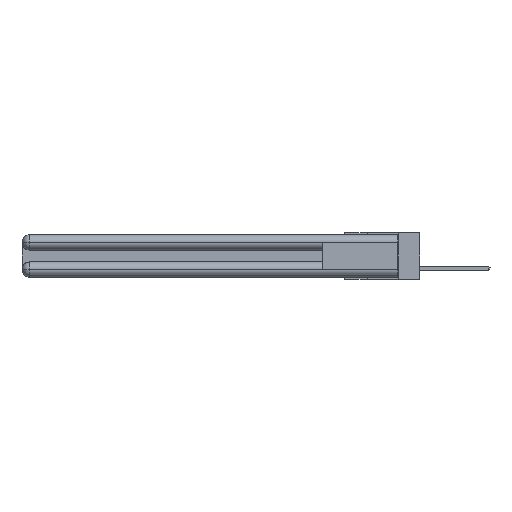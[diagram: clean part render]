
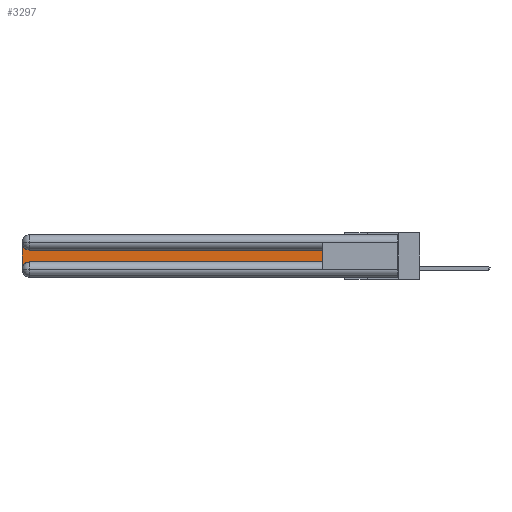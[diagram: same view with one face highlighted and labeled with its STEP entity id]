
A CAD part, left-side view. The second image highlights one B-rep face of the part: STEP entity #3297.
In plain terms, the highlighted planar face has unit normal (-1, 0, 0).
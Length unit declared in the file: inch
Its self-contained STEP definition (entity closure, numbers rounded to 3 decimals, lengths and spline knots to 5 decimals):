
#108 = VERTEX_POINT ( 'NONE', #27161 ) ;
#669 = ORIENTED_EDGE ( 'NONE', *, *, #18803, .T. ) ;
#1102 = CARTESIAN_POINT ( 'NONE',  ( 0.075, 3., -0.2775 ) ) ;
#1694 = ORIENTED_EDGE ( 'NONE', *, *, #26255, .T. ) ;
#3297 = ADVANCED_FACE ( 'NONE', ( #19894 ), #15456, .F. ) ;
#4634 = VERTEX_POINT ( 'NONE', #20013 ) ;
#4637 = VERTEX_POINT ( 'NONE', #12971 ) ;
#4838 = CARTESIAN_POINT ( 'NONE',  ( 0.075, 3., -0.2175 ) ) ;
#5434 = LINE ( 'NONE', #7959, #23361 ) ;
#6180 = DIRECTION ( 'NONE',  ( 1., 0., 0. ) ) ;
#6384 = DIRECTION ( 'NONE',  ( 0., 0., -1. ) ) ;
#6654 = CARTESIAN_POINT ( 'NONE',  ( 0.075, 2.94, -0.0625 ) ) ;
#6668 = ORIENTED_EDGE ( 'NONE', *, *, #22429, .T. ) ;
#6761 = DIRECTION ( 'NONE',  ( 0., 0., -1. ) ) ;
#7151 = VERTEX_POINT ( 'NONE', #12317 ) ;
#7394 = LINE ( 'NONE', #28316, #8500 ) ;
#7959 = CARTESIAN_POINT ( 'NONE',  ( 0.075, 0.6, -0.2175 ) ) ;
#8500 = VECTOR ( 'NONE', #21451, 39.37008 ) ;
#8692 = ORIENTED_EDGE ( 'NONE', *, *, #9006, .T. ) ;
#8873 = CIRCLE ( 'NONE', #22399, 0.06 ) ;
#9006 = EDGE_CURVE ( 'NONE', #12946, #26367, #29945, .T. ) ;
#10656 = DIRECTION ( 'NONE',  ( 1., 0., 0. ) ) ;
#12317 = CARTESIAN_POINT ( 'NONE',  ( 0.075, 2.94, -0.2175 ) ) ;
#12946 = VERTEX_POINT ( 'NONE', #26471 ) ;
#12960 = EDGE_CURVE ( 'NONE', #26367, #7151, #17589, .T. ) ;
#12971 = CARTESIAN_POINT ( 'NONE',  ( 0.075, 2.94, -0.1225 ) ) ;
#14378 = DIRECTION ( 'NONE',  ( 0., 0., -1. ) ) ;
#15456 = PLANE ( 'NONE',  #28103 ) ;
#15745 = CARTESIAN_POINT ( 'NONE',  ( 0.075, 2.94, -0.2775 ) ) ;
#17537 = VECTOR ( 'NONE', #14378, 39.37008 ) ;
#17589 = CIRCLE ( 'NONE', #20697, 0.06 ) ;
#18429 = DIRECTION ( 'NONE',  ( 0., 1., 0. ) ) ;
#18803 = EDGE_CURVE ( 'NONE', #7151, #4634, #5434, .T. ) ;
#19894 = FACE_OUTER_BOUND ( 'NONE', #27403, .T. ) ;
#20013 = CARTESIAN_POINT ( 'NONE',  ( 0.075, 0.6, -0.2175 ) ) ;
#20697 = AXIS2_PLACEMENT_3D ( 'NONE', #15745, #6180, #6384 ) ;
#21451 = DIRECTION ( 'NONE',  ( 0., 0., 1. ) ) ;
#21647 = ORIENTED_EDGE ( 'NONE', *, *, #24202, .T. ) ;
#22399 = AXIS2_PLACEMENT_3D ( 'NONE', #6654, #23060, #6761 ) ;
#22429 = EDGE_CURVE ( 'NONE', #4637, #12946, #8873, .T. ) ;
#23060 = DIRECTION ( 'NONE',  ( 1., 0., 0. ) ) ;
#23361 = VECTOR ( 'NONE', #24140, 39.37008 ) ;
#23969 = VECTOR ( 'NONE', #18429, 39.37008 ) ;
#24140 = DIRECTION ( 'NONE',  ( 0., -1., 0. ) ) ;
#24202 = EDGE_CURVE ( 'NONE', #108, #4637, #26155, .T. ) ;
#24451 = CARTESIAN_POINT ( 'NONE',  ( 0.075, 3., -0.1225 ) ) ;
#25367 = CARTESIAN_POINT ( 'NONE',  ( 0.075, 0.6, -0.1225 ) ) ;
#26155 = LINE ( 'NONE', #25367, #23969 ) ;
#26255 = EDGE_CURVE ( 'NONE', #4634, #108, #7394, .T. ) ;
#26367 = VERTEX_POINT ( 'NONE', #1102 ) ;
#26471 = CARTESIAN_POINT ( 'NONE',  ( 0.075, 3., -0.0625 ) ) ;
#26647 = ORIENTED_EDGE ( 'NONE', *, *, #12960, .T. ) ;
#26797 = DIRECTION ( 'NONE',  ( 0., 0., -1. ) ) ;
#27161 = CARTESIAN_POINT ( 'NONE',  ( 0.075, 0.6, -0.1225 ) ) ;
#27403 = EDGE_LOOP ( 'NONE', ( #21647, #6668, #8692, #26647, #669, #1694 ) ) ;
#28103 = AXIS2_PLACEMENT_3D ( 'NONE', #24451, #10656, #26797 ) ;
#28316 = CARTESIAN_POINT ( 'NONE',  ( 0.075, 0.6, -0.2175 ) ) ;
#29945 = LINE ( 'NONE', #4838, #17537 ) ;
